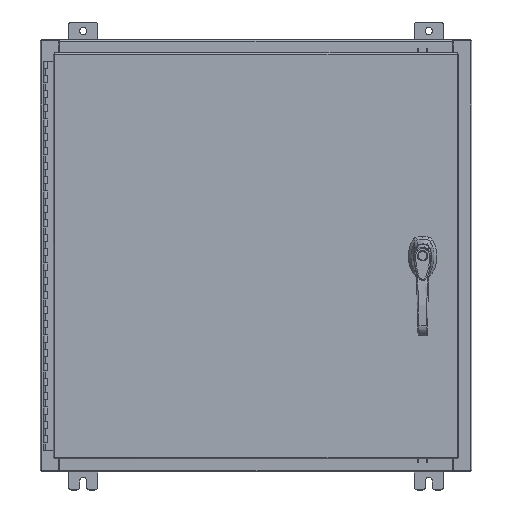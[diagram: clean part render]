
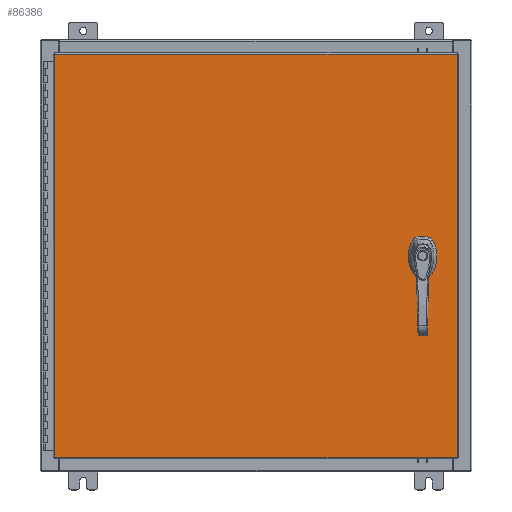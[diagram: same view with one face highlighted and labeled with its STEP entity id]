
A CAD part, top view. The second image highlights one B-rep face of the part: STEP entity #86386.
In plain terms, the highlighted planar face has unit normal (0, 0, 1).
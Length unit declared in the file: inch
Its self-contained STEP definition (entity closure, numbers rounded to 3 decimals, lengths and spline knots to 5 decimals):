
#1506 = EDGE_CURVE ( 'NONE', #79767, #105382, #77233, .T. ) ;
#2348 = CIRCLE ( 'NONE', #62338, 0.45 ) ;
#2733 = DIRECTION ( 'NONE',  ( 0., -1., 0. ) ) ;
#4405 = VECTOR ( 'NONE', #103615, 39.37008 ) ;
#5495 = DIRECTION ( 'NONE',  ( 0., 0., 1. ) ) ;
#6266 = CARTESIAN_POINT ( 'NONE',  ( 0., 0., 0. ) ) ;
#6555 = LINE ( 'NONE', #111005, #49344 ) ;
#7070 = DIRECTION ( 'NONE',  ( -1., 0., 0. ) ) ;
#9327 = VERTEX_POINT ( 'NONE', #17474 ) ;
#9482 = VERTEX_POINT ( 'NONE', #14969 ) ;
#10377 = EDGE_CURVE ( 'NONE', #9482, #54817, #32024, .T. ) ;
#12823 = DIRECTION ( 'NONE',  ( 0., 0., 1. ) ) ;
#14166 = CARTESIAN_POINT ( 'NONE',  ( 11.981, -0.20023, 0. ) ) ;
#14961 = CARTESIAN_POINT ( 'NONE',  ( 11.77823, -0.403, 0. ) ) ;
#14969 = CARTESIAN_POINT ( 'NONE',  ( 13.9903, -14.0063, 0. ) ) ;
#15671 = EDGE_CURVE ( 'NONE', #52168, #115140, #62963, .T. ) ;
#15745 = EDGE_LOOP ( 'NONE', ( #66611, #62555 ) ) ;
#16426 = EDGE_CURVE ( 'NONE', #53769, #21025, #17222, .T. ) ;
#17222 = CIRCLE ( 'NONE', #74147, 0.45 ) ;
#17474 = CARTESIAN_POINT ( 'NONE',  ( 11.37777, 0.403, 0. ) ) ;
#18718 = CIRCLE ( 'NONE', #43773, 0.45 ) ;
#19448 = CARTESIAN_POINT ( 'NONE',  ( 11.578, 0., 0. ) ) ;
#21025 = VERTEX_POINT ( 'NONE', #69271 ) ;
#21253 = EDGE_LOOP ( 'NONE', ( #118417, #55874, #38547, #63949 ) ) ;
#22731 = DIRECTION ( 'NONE',  ( 1., 0., 0. ) ) ;
#23288 = DIRECTION ( 'NONE',  ( 0., 1., 0. ) ) ;
#26032 = DIRECTION ( 'NONE',  ( 0., 0., 1. ) ) ;
#26811 = DIRECTION ( 'NONE',  ( 1., 0., 0. ) ) ;
#28606 = DIRECTION ( 'NONE',  ( 1., 0., 0. ) ) ;
#28835 = VECTOR ( 'NONE', #40965, 39.37008 ) ;
#29049 = EDGE_CURVE ( 'NONE', #90732, #9482, #58897, .T. ) ;
#29154 = LINE ( 'NONE', #64614, #53429 ) ;
#29872 = ORIENTED_EDGE ( 'NONE', *, *, #117290, .F. ) ;
#31160 = EDGE_CURVE ( 'NONE', #21025, #9327, #77446, .T. ) ;
#31780 = CARTESIAN_POINT ( 'NONE',  ( 11.4065, -1.338, 0. ) ) ;
#32024 = LINE ( 'NONE', #59586, #53444 ) ;
#34435 = VERTEX_POINT ( 'NONE', #14166 ) ;
#36777 = ORIENTED_EDGE ( 'NONE', *, *, #46584, .F. ) ;
#38547 = ORIENTED_EDGE ( 'NONE', *, *, #104072, .T. ) ;
#40000 = FACE_OUTER_BOUND ( 'NONE', #21253, .T. ) ;
#40692 = EDGE_LOOP ( 'NONE', ( #94913, #87529, #36777, #86855, #92350, #29872, #84154, #105218 ) ) ;
#40965 = DIRECTION ( 'NONE',  ( -1., 0., 0. ) ) ;
#42924 = AXIS2_PLACEMENT_3D ( 'NONE', #80777, #26032, #89937 ) ;
#43452 = AXIS2_PLACEMENT_3D ( 'NONE', #6266, #61656, #7070 ) ;
#43773 = AXIS2_PLACEMENT_3D ( 'NONE', #85041, #77466, #22731 ) ;
#45726 = CARTESIAN_POINT ( 'NONE',  ( -13.9903, -14.0063, 0. ) ) ;
#46286 = DIRECTION ( 'NONE',  ( 1., 0., 0. ) ) ;
#46584 = EDGE_CURVE ( 'NONE', #70732, #50573, #29154, .T. ) ;
#48028 = AXIS2_PLACEMENT_3D ( 'NONE', #60081, #5495, #69310 ) ;
#48661 = DIRECTION ( 'NONE',  ( 0., 0., 1. ) ) ;
#49344 = VECTOR ( 'NONE', #91863, 39.37008 ) ;
#50573 = VERTEX_POINT ( 'NONE', #14961 ) ;
#51473 = CARTESIAN_POINT ( 'NONE',  ( 11.175, -0.20023, 0. ) ) ;
#52168 = VERTEX_POINT ( 'NONE', #31780 ) ;
#53429 = VECTOR ( 'NONE', #46286, 39.37008 ) ;
#53444 = VECTOR ( 'NONE', #23288, 39.37008 ) ;
#53769 = VERTEX_POINT ( 'NONE', #72243 ) ;
#54817 = VERTEX_POINT ( 'NONE', #95830 ) ;
#55874 = ORIENTED_EDGE ( 'NONE', *, *, #10377, .T. ) ;
#58096 = CARTESIAN_POINT ( 'NONE',  ( 11.175, 0., 0. ) ) ;
#58897 = LINE ( 'NONE', #72345, #107478 ) ;
#59586 = CARTESIAN_POINT ( 'NONE',  ( 13.9903, -14.0063, 0. ) ) ;
#60081 = CARTESIAN_POINT ( 'NONE',  ( 11.578, -1.338, 0. ) ) ;
#61656 = DIRECTION ( 'NONE',  ( 0., 0., -1. ) ) ;
#62338 = AXIS2_PLACEMENT_3D ( 'NONE', #19448, #83349, #28606 ) ;
#62555 = ORIENTED_EDGE ( 'NONE', *, *, #15671, .F. ) ;
#62963 = CIRCLE ( 'NONE', #48028, 0.1715 ) ;
#63179 = AXIS2_PLACEMENT_3D ( 'NONE', #103335, #48661, #112557 ) ;
#63949 = ORIENTED_EDGE ( 'NONE', *, *, #73212, .T. ) ;
#64614 = CARTESIAN_POINT ( 'NONE',  ( 0., -0.403, 0. ) ) ;
#66611 = ORIENTED_EDGE ( 'NONE', *, *, #107925, .F. ) ;
#67494 = CARTESIAN_POINT ( 'NONE',  ( 11.578, 0., 0. ) ) ;
#69271 = CARTESIAN_POINT ( 'NONE',  ( 11.77823, 0.403, 0. ) ) ;
#69310 = DIRECTION ( 'NONE',  ( 1., 0., 0. ) ) ;
#70732 = VERTEX_POINT ( 'NONE', #72547 ) ;
#72243 = CARTESIAN_POINT ( 'NONE',  ( 11.981, 0.20023, 0. ) ) ;
#72345 = CARTESIAN_POINT ( 'NONE',  ( -13.9903, -14.0063, 0. ) ) ;
#72547 = CARTESIAN_POINT ( 'NONE',  ( 11.37777, -0.403, 0. ) ) ;
#73212 = EDGE_CURVE ( 'NONE', #112055, #90732, #92367, .T. ) ;
#74147 = AXIS2_PLACEMENT_3D ( 'NONE', #67494, #12823, #76727 ) ;
#75577 = VECTOR ( 'NONE', #110033, 39.37008 ) ;
#75794 = CARTESIAN_POINT ( 'NONE',  ( 11.175, 0.20023, 0. ) ) ;
#76727 = DIRECTION ( 'NONE',  ( 1., 0., 0. ) ) ;
#77233 = LINE ( 'NONE', #58096, #4405 ) ;
#77446 = LINE ( 'NONE', #113632, #28835 ) ;
#77466 = DIRECTION ( 'NONE',  ( 0., 0., 1. ) ) ;
#78451 = LINE ( 'NONE', #100846, #75577 ) ;
#79552 = CIRCLE ( 'NONE', #42924, 0.45 ) ;
#79767 = VERTEX_POINT ( 'NONE', #75794 ) ;
#80777 = CARTESIAN_POINT ( 'NONE',  ( 11.578, 0., 0. ) ) ;
#82770 = CIRCLE ( 'NONE', #63179, 0.1715 ) ;
#83349 = DIRECTION ( 'NONE',  ( 0., 0., 1. ) ) ;
#84154 = ORIENTED_EDGE ( 'NONE', *, *, #31160, .F. ) ;
#85041 = CARTESIAN_POINT ( 'NONE',  ( 11.578, 0., 0. ) ) ;
#86386 = ADVANCED_FACE ( 'NONE', ( #88555, #40000, #109970 ), #116415, .F. ) ;
#86855 = ORIENTED_EDGE ( 'NONE', *, *, #111250, .F. ) ;
#87529 = ORIENTED_EDGE ( 'NONE', *, *, #91360, .F. ) ;
#88555 = FACE_BOUND ( 'NONE', #15745, .T. ) ;
#89937 = DIRECTION ( 'NONE',  ( 1., 0., 0. ) ) ;
#90732 = VERTEX_POINT ( 'NONE', #45726 ) ;
#91360 = EDGE_CURVE ( 'NONE', #50573, #34435, #79552, .T. ) ;
#91736 = CARTESIAN_POINT ( 'NONE',  ( -13.9903, 14.0063, 0. ) ) ;
#91863 = DIRECTION ( 'NONE',  ( 0., -1., 0. ) ) ;
#92350 = ORIENTED_EDGE ( 'NONE', *, *, #1506, .F. ) ;
#92367 = LINE ( 'NONE', #93685, #116683 ) ;
#93685 = CARTESIAN_POINT ( 'NONE',  ( -13.9903, 14.0063, 0. ) ) ;
#94913 = ORIENTED_EDGE ( 'NONE', *, *, #111665, .T. ) ;
#95830 = CARTESIAN_POINT ( 'NONE',  ( 13.9903, 14.0063, 0. ) ) ;
#100846 = CARTESIAN_POINT ( 'NONE',  ( 13.9903, 14.0063, 0. ) ) ;
#103335 = CARTESIAN_POINT ( 'NONE',  ( 11.578, -1.338, 0. ) ) ;
#103615 = DIRECTION ( 'NONE',  ( 0., -1., 0. ) ) ;
#104072 = EDGE_CURVE ( 'NONE', #54817, #112055, #78451, .T. ) ;
#105218 = ORIENTED_EDGE ( 'NONE', *, *, #16426, .F. ) ;
#105382 = VERTEX_POINT ( 'NONE', #51473 ) ;
#107478 = VECTOR ( 'NONE', #26811, 39.37008 ) ;
#107925 = EDGE_CURVE ( 'NONE', #115140, #52168, #82770, .T. ) ;
#109970 = FACE_BOUND ( 'NONE', #40692, .T. ) ;
#110033 = DIRECTION ( 'NONE',  ( -1., 0., 0. ) ) ;
#111005 = CARTESIAN_POINT ( 'NONE',  ( 11.981, 0., 0. ) ) ;
#111250 = EDGE_CURVE ( 'NONE', #105382, #70732, #2348, .T. ) ;
#111665 = EDGE_CURVE ( 'NONE', #53769, #34435, #6555, .T. ) ;
#112055 = VERTEX_POINT ( 'NONE', #91736 ) ;
#112557 = DIRECTION ( 'NONE',  ( 1., 0., 0. ) ) ;
#113632 = CARTESIAN_POINT ( 'NONE',  ( 0., 0.403, 0. ) ) ;
#115140 = VERTEX_POINT ( 'NONE', #117195 ) ;
#116415 = PLANE ( 'NONE',  #43452 ) ;
#116683 = VECTOR ( 'NONE', #2733, 39.37008 ) ;
#117195 = CARTESIAN_POINT ( 'NONE',  ( 11.7495, -1.338, 0. ) ) ;
#117290 = EDGE_CURVE ( 'NONE', #9327, #79767, #18718, .T. ) ;
#118417 = ORIENTED_EDGE ( 'NONE', *, *, #29049, .T. ) ;
